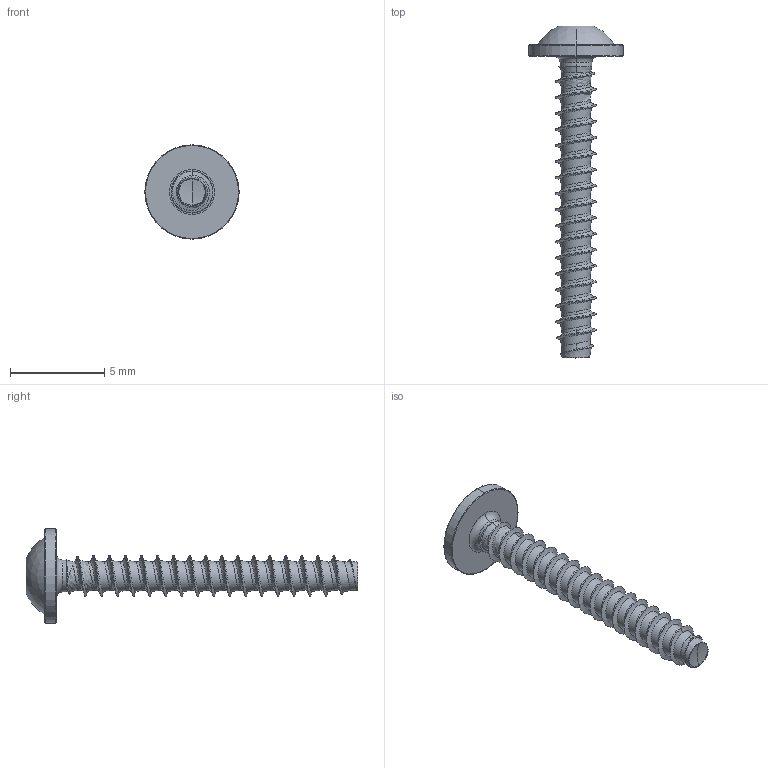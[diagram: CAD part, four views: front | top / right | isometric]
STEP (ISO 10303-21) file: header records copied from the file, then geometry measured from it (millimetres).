
FILE_DESCRIPTION (( 'STEP AP203' ), '1' );
FILE_NAME ('STP380220160.STEP', '2017-08-15T17:25:46', ( '' ), ( '' ), 'SwSTEP 2.0', 'SolidWorks 2015', '' );
FILE_SCHEMA (( 'CONFIG_CONTROL_DESIGN' ));
Length unit declared in the file: millimetre
Products named in the file (1): STP380220160
Bounding box: 5 x 17.6 x 5 mm (x, y, z)
Volume: 52.7 mm3; surface area: 183.5 mm2
Topology: 1 solids, 1 shells, 122 faces, 310 edges, 191 vertices
Faces by surface type: cylinder 61, bspline 35, cone 11, torus 8, sphere 4, plane 3
Entity records: 21550 total; most frequent: CARTESIAN_POINT 18993, ORIENTED_EDGE 616, DIRECTION 388, EDGE_CURVE 308, VERTEX_POINT 191, AXIS2_PLACEMENT_3D 156, B_SPLINE_CURVE_WITH_KNOTS 128, EDGE_LOOP 125
